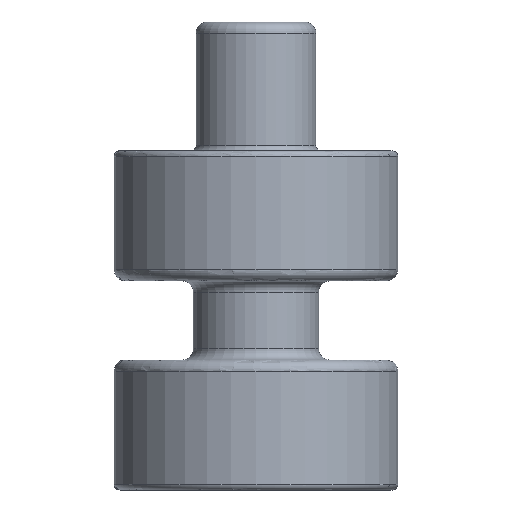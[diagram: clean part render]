
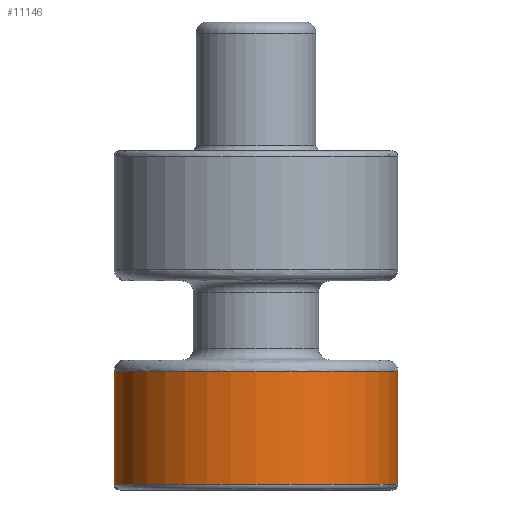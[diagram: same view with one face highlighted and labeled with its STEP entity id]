
A CAD part, front view. The second image highlights one B-rep face of the part: STEP entity #11146.
In plain terms, the highlighted cylindrical face has radius 12.55 mm (diameter 25.1 mm), a partial arc.
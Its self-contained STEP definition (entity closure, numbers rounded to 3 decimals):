
#752 = VERTEX_POINT ( 'NONE', #8536 ) ;
#850 = AXIS2_PLACEMENT_3D ( 'NONE', #8697, #10829, #6690 ) ;
#1089 = CARTESIAN_POINT ( 'NONE',  ( 12.55, 0., -14.5 ) ) ;
#1189 = DIRECTION ( 'NONE',  ( 0., 0., 1. ) ) ;
#1649 = EDGE_LOOP ( 'NONE', ( #9201, #12791, #12369, #7932 ) ) ;
#1699 = CARTESIAN_POINT ( 'NONE',  ( -12.55, 0., -4.5 ) ) ;
#1893 = DIRECTION ( 'NONE',  ( 0., 0., 1. ) ) ;
#2442 = CARTESIAN_POINT ( 'NONE',  ( 0., 0., 15. ) ) ;
#2787 = EDGE_CURVE ( 'NONE', #7372, #7623, #4457, .T. ) ;
#3535 = CYLINDRICAL_SURFACE ( 'NONE', #3992, 12.55 ) ;
#3672 = FACE_OUTER_BOUND ( 'NONE', #1649, .T. ) ;
#3992 = AXIS2_PLACEMENT_3D ( 'NONE', #2442, #7475, #7602 ) ;
#4457 = LINE ( 'NONE', #5175, #9757 ) ;
#5175 = CARTESIAN_POINT ( 'NONE',  ( -12.55, 0., 15. ) ) ;
#5997 = CARTESIAN_POINT ( 'NONE',  ( 0., 0., -14.5 ) ) ;
#6164 = EDGE_CURVE ( 'NONE', #752, #7623, #7871, .T. ) ;
#6473 = CIRCLE ( 'NONE', #9563, 12.55 ) ;
#6487 = VERTEX_POINT ( 'NONE', #1089 ) ;
#6679 = LINE ( 'NONE', #6801, #10630 ) ;
#6690 = DIRECTION ( 'NONE',  ( -1., 0., 0. ) ) ;
#6801 = CARTESIAN_POINT ( 'NONE',  ( 12.55, 0., 15. ) ) ;
#7169 = DIRECTION ( 'NONE',  ( 0., 0., 1. ) ) ;
#7372 = VERTEX_POINT ( 'NONE', #10701 ) ;
#7475 = DIRECTION ( 'NONE',  ( 0., 0., 1. ) ) ;
#7602 = DIRECTION ( 'NONE',  ( 1., 0., 0. ) ) ;
#7623 = VERTEX_POINT ( 'NONE', #1699 ) ;
#7740 = EDGE_CURVE ( 'NONE', #6487, #752, #6679, .T. ) ;
#7871 = CIRCLE ( 'NONE', #850, 12.55 ) ;
#7932 = ORIENTED_EDGE ( 'NONE', *, *, #6164, .T. ) ;
#8238 = DIRECTION ( 'NONE',  ( 1., 0., 0. ) ) ;
#8536 = CARTESIAN_POINT ( 'NONE',  ( 12.55, 0., -4.5 ) ) ;
#8697 = CARTESIAN_POINT ( 'NONE',  ( 0., 0., -4.5 ) ) ;
#9201 = ORIENTED_EDGE ( 'NONE', *, *, #2787, .F. ) ;
#9563 = AXIS2_PLACEMENT_3D ( 'NONE', #5997, #1189, #8238 ) ;
#9757 = VECTOR ( 'NONE', #7169, 1000. ) ;
#10630 = VECTOR ( 'NONE', #1893, 1000. ) ;
#10701 = CARTESIAN_POINT ( 'NONE',  ( -12.55, 0., -14.5 ) ) ;
#10829 = DIRECTION ( 'NONE',  ( 0., 0., -1. ) ) ;
#11146 = ADVANCED_FACE ( 'NONE', ( #3672 ), #3535, .T. ) ;
#11435 = EDGE_CURVE ( 'NONE', #7372, #6487, #6473, .T. ) ;
#12369 = ORIENTED_EDGE ( 'NONE', *, *, #7740, .T. ) ;
#12791 = ORIENTED_EDGE ( 'NONE', *, *, #11435, .T. ) ;
